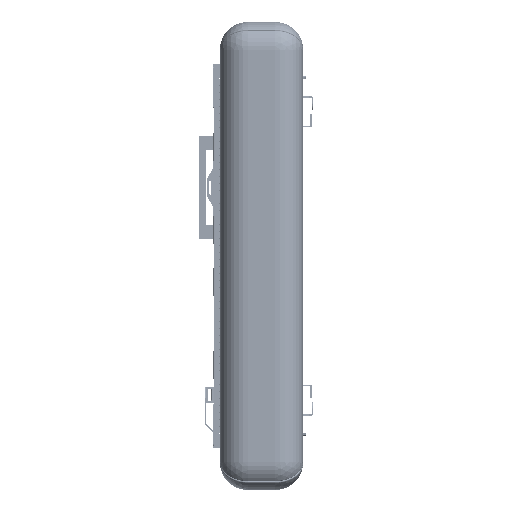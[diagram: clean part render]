
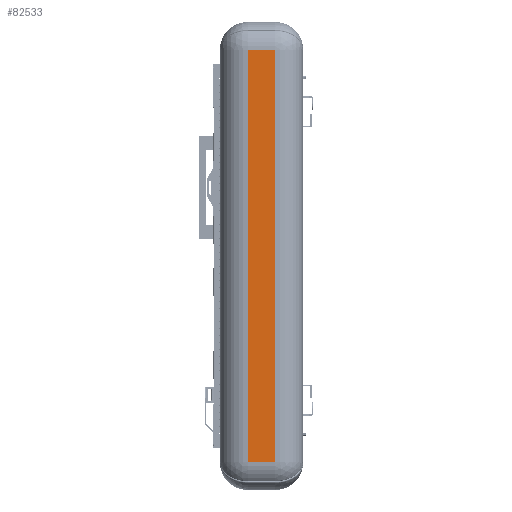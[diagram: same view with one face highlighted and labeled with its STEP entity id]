
A CAD part, left-side view. The second image highlights one B-rep face of the part: STEP entity #82533.
In plain terms, the highlighted planar face has unit normal (-1, 0, 0).
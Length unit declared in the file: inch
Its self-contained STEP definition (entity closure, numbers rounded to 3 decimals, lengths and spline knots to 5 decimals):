
#54 = VECTOR ( 'NONE', #43360, 39.37008 ) ;
#229 = DIRECTION ( 'NONE',  ( 0., 1., 0. ) ) ;
#4189 = EDGE_CURVE ( 'NONE', #89351, #35812, #61301, .T. ) ;
#5737 = DIRECTION ( 'NONE',  ( 0., -1., 0. ) ) ;
#5773 = VECTOR ( 'NONE', #229, 39.37008 ) ;
#6829 = LINE ( 'NONE', #35148, #5773 ) ;
#6850 = CARTESIAN_POINT ( 'NONE',  ( -18.25, 4., 14.85 ) ) ;
#9030 = CARTESIAN_POINT ( 'NONE',  ( -18.25, 2., 14.85 ) ) ;
#9722 = DIRECTION ( 'NONE',  ( 0., 0., -1. ) ) ;
#15566 = CARTESIAN_POINT ( 'NONE',  ( -18.25, 2., 16.85 ) ) ;
#21263 = FACE_OUTER_BOUND ( 'NONE', #25228, .T. ) ;
#25228 = EDGE_LOOP ( 'NONE', ( #25483, #53085, #42577, #74233 ) ) ;
#25483 = ORIENTED_EDGE ( 'NONE', *, *, #4189, .T. ) ;
#30631 = CARTESIAN_POINT ( 'NONE',  ( -18.25, 4., -14.85 ) ) ;
#30959 = VECTOR ( 'NONE', #5737, 39.37008 ) ;
#35148 = CARTESIAN_POINT ( 'NONE',  ( -18.25, 6., 14.85 ) ) ;
#35812 = VERTEX_POINT ( 'NONE', #30631 ) ;
#37586 = CARTESIAN_POINT ( 'NONE',  ( -18.25, 6., 16.85 ) ) ;
#41694 = LINE ( 'NONE', #15566, #54 ) ;
#42577 = ORIENTED_EDGE ( 'NONE', *, *, #48955, .T. ) ;
#43360 = DIRECTION ( 'NONE',  ( 0., 0., 1. ) ) ;
#47464 = EDGE_CURVE ( 'NONE', #35812, #79538, #64954, .T. ) ;
#47689 = CARTESIAN_POINT ( 'NONE',  ( -18.25, 6., -14.85 ) ) ;
#48799 = DIRECTION ( 'NONE',  ( 0., 0., -1. ) ) ;
#48955 = EDGE_CURVE ( 'NONE', #79538, #62742, #41694, .T. ) ;
#51686 = DIRECTION ( 'NONE',  ( 1., 0., 0. ) ) ;
#53085 = ORIENTED_EDGE ( 'NONE', *, *, #47464, .T. ) ;
#53668 = VECTOR ( 'NONE', #48799, 39.37008 ) ;
#61301 = LINE ( 'NONE', #62891, #53668 ) ;
#62742 = VERTEX_POINT ( 'NONE', #9030 ) ;
#62891 = CARTESIAN_POINT ( 'NONE',  ( -18.25, 4., 16.85 ) ) ;
#64806 = CARTESIAN_POINT ( 'NONE',  ( -18.25, 2., -14.85 ) ) ;
#64954 = LINE ( 'NONE', #47689, #30959 ) ;
#71235 = AXIS2_PLACEMENT_3D ( 'NONE', #37586, #51686, #9722 ) ;
#74233 = ORIENTED_EDGE ( 'NONE', *, *, #86532, .T. ) ;
#79538 = VERTEX_POINT ( 'NONE', #64806 ) ;
#82533 = ADVANCED_FACE ( 'NONE', ( #21263 ), #87422, .F. ) ;
#86532 = EDGE_CURVE ( 'NONE', #62742, #89351, #6829, .T. ) ;
#87422 = PLANE ( 'NONE',  #71235 ) ;
#89351 = VERTEX_POINT ( 'NONE', #6850 ) ;
